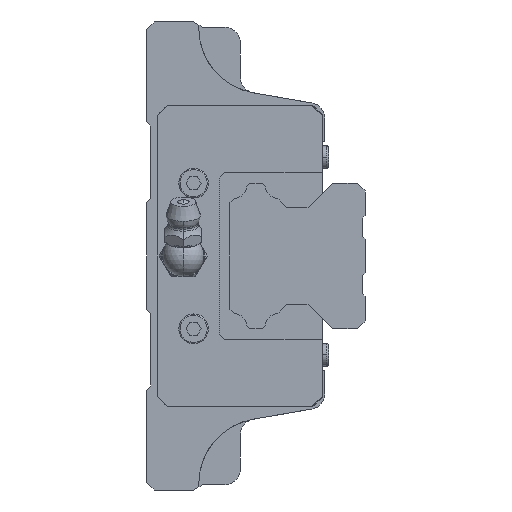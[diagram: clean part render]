
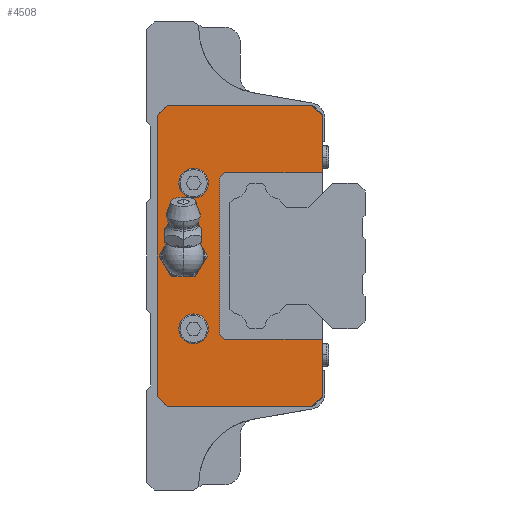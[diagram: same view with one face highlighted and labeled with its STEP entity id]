
A CAD part, left-side view. The second image highlights one B-rep face of the part: STEP entity #4508.
In plain terms, the highlighted planar face has unit normal (-1, 0, 0).
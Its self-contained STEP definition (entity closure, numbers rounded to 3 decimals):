
#2010 = VERTEX_POINT( '', #5856 );
#2028 = EDGE_CURVE( '', #3932, #5320, #5875, .T. );
#2208 = EDGE_CURVE( '', #5406, #5490, #6073, .T. );
#2620 = VERTEX_POINT( '', #6534 );
#2680 = VERTEX_POINT( '', #6604 );
#2704 = VERTEX_POINT( '', #6632 );
#3006 = EDGE_CURVE( '', #2010, #3684, #6970, .T. );
#3186 = EDGE_CURVE( '', #3890, #3990, #7164, .T. );
#3208 = VERTEX_POINT( '', #7191 );
#3330 = VERTEX_POINT( '', #7324 );
#3468 = VERTEX_POINT( '', #7473 );
#3620 = VERTEX_POINT( '', #7647 );
#3632 = EDGE_CURVE( '', #2704, #3468, #7661, .T. );
#3684 = VERTEX_POINT( '', #7714 );
#3754 = EDGE_CURVE( '', #3990, #5052, #7796, .T. );
#3812 = EDGE_CURVE( '', #3330, #4992, #7856, .T. );
#3868 = EDGE_CURVE( '', #2620, #2010, #7918, .T. );
#3890 = VERTEX_POINT( '', #7942 );
#3932 = VERTEX_POINT( '', #7988 );
#3984 = VERTEX_POINT( '', #8044 );
#3990 = VERTEX_POINT( '', #8050 );
#4114 = EDGE_CURVE( '', #3208, #3984, #8180, .T. );
#4122 = EDGE_CURVE( '', #3208, #2620, #8188, .T. );
#4156 = VERTEX_POINT( '', #8222 );
#4264 = VERTEX_POINT( '', #8339 );
#4278 = EDGE_CURVE( '', #3984, #3890, #8353, .T. );
#4416 = EDGE_CURVE( '', #3620, #2680, #8498, .T. );
#4462 = EDGE_CURVE( '', #5320, #3932, #8551, .T. );
#4464 = EDGE_CURVE( '', #5490, #5406, #8553, .T. );
#4478 = EDGE_CURVE( '', #4264, #4992, #8569, .T. );
#4508 = ADVANCED_FACE( '', ( #8600, #8601, #8602, #8603 ), #8604, .F. );
#4746 = EDGE_CURVE( '', #3468, #2704, #8866, .T. );
#4992 = VERTEX_POINT( '', #9130 );
#5022 = EDGE_CURVE( '', #3684, #3330, #9164, .T. );
#5052 = VERTEX_POINT( '', #9195 );
#5070 = EDGE_CURVE( '', #4156, #4264, #9216, .T. );
#5320 = VERTEX_POINT( '', #9486 );
#5324 = EDGE_CURVE( '', #5052, #3620, #9490, .T. );
#5406 = VERTEX_POINT( '', #9583 );
#5490 = VERTEX_POINT( '', #9675 );
#5638 = EDGE_CURVE( '', #2680, #4156, #9832, .T. );
#5856 = CARTESIAN_POINT( '', ( 73., 28., -15. ) );
#5875 = CIRCLE( '', #10117, 3. );
#6073 = CIRCLE( '', #10416, 2.85 );
#6534 = CARTESIAN_POINT( '', ( 73., 27., -16. ) );
#6604 = CARTESIAN_POINT( '', ( 73., 38., 29. ) );
#6632 = CARTESIAN_POINT( '', ( 73., 35.85, 14. ) );
#6970 = LINE( '', #11744, #11745 );
#7164 = LINE( '', #12028, #12029 );
#7191 = CARTESIAN_POINT( '', ( 73., 8.283, -16. ) );
#7324 = CARTESIAN_POINT( '', ( 73., 27., 16. ) );
#7473 = CARTESIAN_POINT( '', ( 73., 30.15, 14. ) );
#7647 = CARTESIAN_POINT( '', ( 73., 40., 27. ) );
#7661 = CIRCLE( '', #12769, 2.85 );
#7714 = CARTESIAN_POINT( '', ( 73., 28., 15. ) );
#7796 = LINE( '', #12992, #12993 );
#7856 = LINE( '', #13116, #13117 );
#7918 = LINE( '', #13202, #13203 );
#7942 = CARTESIAN_POINT( '', ( 73., 10.283, -29. ) );
#7988 = CARTESIAN_POINT( '', ( 73., 32., 0. ) );
#8044 = CARTESIAN_POINT( '', ( 73., 8.283, -27. ) );
#8050 = CARTESIAN_POINT( '', ( 73., 38., -29. ) );
#8180 = LINE( '', #13633, #13634 );
#8188 = LINE( '', #13646, #13647 );
#8222 = CARTESIAN_POINT( '', ( 73., 10.283, 29. ) );
#8339 = CARTESIAN_POINT( '', ( 73., 8.283, 27. ) );
#8353 = LINE( '', #13878, #13879 );
#8498 = LINE( '', #14107, #14108 );
#8551 = CIRCLE( '', #14177, 3. );
#8553 = CIRCLE( '', #14180, 2.85 );
#8569 = LINE( '', #14199, #14200 );
#8600 = FACE_BOUND( '', #14239, .T. );
#8601 = FACE_BOUND( '', #14240, .T. );
#8602 = FACE_BOUND( '', #14241, .T. );
#8603 = FACE_OUTER_BOUND( '', #14242, .T. );
#8604 = PLANE( '', #14243 );
#8866 = CIRCLE( '', #14636, 2.85 );
#9130 = CARTESIAN_POINT( '', ( 73., 8.283, 16. ) );
#9164 = LINE( '', #15049, #15050 );
#9195 = CARTESIAN_POINT( '', ( 73., 40., -27. ) );
#9216 = LINE( '', #15125, #15126 );
#9486 = CARTESIAN_POINT( '', ( 73., 38., 0. ) );
#9490 = LINE( '', #15505, #15506 );
#9583 = CARTESIAN_POINT( '', ( 73., 30.15, -14. ) );
#9675 = CARTESIAN_POINT( '', ( 73., 35.85, -14. ) );
#9832 = LINE( '', #16001, #16002 );
#10117 = AXIS2_PLACEMENT_3D( '', #16325, #16326, #16327 );
#10416 = AXIS2_PLACEMENT_3D( '', #16532, #16533, #16534 );
#11744 = CARTESIAN_POINT( '', ( 73., 28., -7.5 ) );
#11745 = VECTOR( '', #17659, 1. );
#12028 = CARTESIAN_POINT( '', ( 73., 22.5, -29. ) );
#12029 = VECTOR( '', #17887, 1. );
#12769 = AXIS2_PLACEMENT_3D( '', #18470, #18471, #18472 );
#12992 = CARTESIAN_POINT( '', ( 73., 38.5, -28.5 ) );
#12993 = VECTOR( '', #18645, 1. );
#13116 = CARTESIAN_POINT( '', ( 73., 17., 16. ) );
#13117 = VECTOR( '', #18700, 1. );
#13202 = CARTESIAN_POINT( '', ( 73., 26., -17. ) );
#13203 = VECTOR( '', #18775, 1. );
#13633 = CARTESIAN_POINT( '', ( 73., 8.283, 11. ) );
#13634 = VECTOR( '', #19001, 1. );
#13646 = CARTESIAN_POINT( '', ( 73., 7.642, -16. ) );
#13647 = VECTOR( '', #19006, 1. );
#13878 = CARTESIAN_POINT( '', ( 73., 1.212, -19.929 ) );
#13879 = VECTOR( '', #19161, 1. );
#14107 = CARTESIAN_POINT( '', ( 73., 37.5, 29.5 ) );
#14108 = VECTOR( '', #19283, 1. );
#14177 = AXIS2_PLACEMENT_3D( '', #19358, #19359, #19360 );
#14180 = AXIS2_PLACEMENT_3D( '', #19361, #19362, #19363 );
#14199 = CARTESIAN_POINT( '', ( 73., 8.283, 11. ) );
#14200 = VECTOR( '', #19387, 1. );
#14239 = EDGE_LOOP( '', ( #19438, #19439 ) );
#14240 = EDGE_LOOP( '', ( #19440, #19441 ) );
#14241 = EDGE_LOOP( '', ( #19442, #19443 ) );
#14242 = EDGE_LOOP( '', ( #19444, #19445, #19446, #19447, #19448, #19449, #19450, #19451, #19452, #19453, #19454, #19455, #19456, #19457 ) );
#14243 = AXIS2_PLACEMENT_3D( '', #19458, #19459, #19460 );
#14636 = AXIS2_PLACEMENT_3D( '', #19762, #19763, #19764 );
#15049 = CARTESIAN_POINT( '', ( 73., 26.5, 16.5 ) );
#15050 = VECTOR( '', #20094, 1. );
#15125 = CARTESIAN_POINT( '', ( 73., 2.212, 20.929 ) );
#15126 = VECTOR( '', #20162, 1. );
#15505 = CARTESIAN_POINT( '', ( 73., 40., 13.5 ) );
#15506 = VECTOR( '', #20408, 1. );
#16001 = CARTESIAN_POINT( '', ( 73., 8.542, 29. ) );
#16002 = VECTOR( '', #20780, 1. );
#16325 = CARTESIAN_POINT( '', ( 73., 35., 0. ) );
#16326 = DIRECTION( '', ( 1., 0., 0. ) );
#16327 = DIRECTION( '', ( 0., 1., 0. ) );
#16532 = CARTESIAN_POINT( '', ( 73., 33., -14. ) );
#16533 = DIRECTION( '', ( 1., 0., 0. ) );
#16534 = DIRECTION( '', ( 0., 1., 0. ) );
#17659 = DIRECTION( '', ( 0., 0., 1. ) );
#17887 = DIRECTION( '', ( 0., 1., 0. ) );
#18470 = CARTESIAN_POINT( '', ( 73., 33., 14. ) );
#18471 = DIRECTION( '', ( 1., 0., 0. ) );
#18472 = DIRECTION( '', ( 0., 1., 0. ) );
#18645 = DIRECTION( '', ( 0., 0.707, 0.707 ) );
#18700 = DIRECTION( '', ( 0., -1., 0. ) );
#18775 = DIRECTION( '', ( 0., 0.707, 0.707 ) );
#19001 = DIRECTION( '', ( 0., 0., -1. ) );
#19006 = DIRECTION( '', ( 0., 1., 0. ) );
#19161 = DIRECTION( '', ( 0., 0.707, -0.707 ) );
#19283 = DIRECTION( '', ( 0., -0.707, 0.707 ) );
#19358 = CARTESIAN_POINT( '', ( 73., 35., 0. ) );
#19359 = DIRECTION( '', ( 1., 0., 0. ) );
#19360 = DIRECTION( '', ( 0., 1., 0. ) );
#19361 = CARTESIAN_POINT( '', ( 73., 33., -14. ) );
#19362 = DIRECTION( '', ( 1., 0., 0. ) );
#19363 = DIRECTION( '', ( 0., 1., 0. ) );
#19387 = DIRECTION( '', ( 0., 0., -1. ) );
#19438 = ORIENTED_EDGE( '', *, *, #4462, .T. );
#19439 = ORIENTED_EDGE( '', *, *, #2028, .T. );
#19440 = ORIENTED_EDGE( '', *, *, #3632, .T. );
#19441 = ORIENTED_EDGE( '', *, *, #4746, .T. );
#19442 = ORIENTED_EDGE( '', *, *, #4464, .T. );
#19443 = ORIENTED_EDGE( '', *, *, #2208, .T. );
#19444 = ORIENTED_EDGE( '', *, *, #4122, .T. );
#19445 = ORIENTED_EDGE( '', *, *, #3868, .T. );
#19446 = ORIENTED_EDGE( '', *, *, #3006, .T. );
#19447 = ORIENTED_EDGE( '', *, *, #5022, .T. );
#19448 = ORIENTED_EDGE( '', *, *, #3812, .T. );
#19449 = ORIENTED_EDGE( '', *, *, #4478, .F. );
#19450 = ORIENTED_EDGE( '', *, *, #5070, .F. );
#19451 = ORIENTED_EDGE( '', *, *, #5638, .F. );
#19452 = ORIENTED_EDGE( '', *, *, #4416, .F. );
#19453 = ORIENTED_EDGE( '', *, *, #5324, .F. );
#19454 = ORIENTED_EDGE( '', *, *, #3754, .F. );
#19455 = ORIENTED_EDGE( '', *, *, #3186, .F. );
#19456 = ORIENTED_EDGE( '', *, *, #4278, .F. );
#19457 = ORIENTED_EDGE( '', *, *, #4114, .F. );
#19458 = CARTESIAN_POINT( '', ( 73., 7., 0. ) );
#19459 = DIRECTION( '', ( 1., 0., 0. ) );
#19460 = DIRECTION( '', ( 0., 0., -1. ) );
#19762 = CARTESIAN_POINT( '', ( 73., 33., 14. ) );
#19763 = DIRECTION( '', ( 1., 0., 0. ) );
#19764 = DIRECTION( '', ( 0., 1., 0. ) );
#20094 = DIRECTION( '', ( 0., -0.707, 0.707 ) );
#20162 = DIRECTION( '', ( 0., -0.707, -0.707 ) );
#20408 = DIRECTION( '', ( 0., 0., 1. ) );
#20780 = DIRECTION( '', ( 0., -1., 0. ) );
